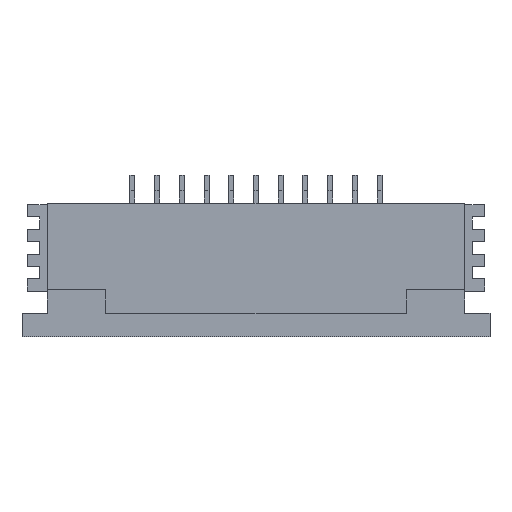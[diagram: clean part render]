
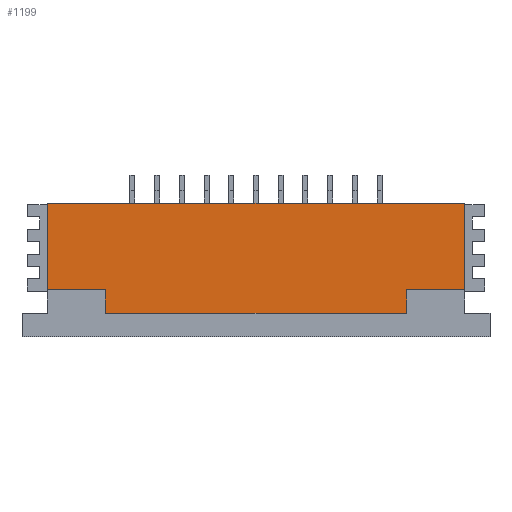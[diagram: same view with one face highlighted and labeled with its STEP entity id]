
A CAD part, top view. The second image highlights one B-rep face of the part: STEP entity #1199.
In plain terms, the highlighted planar face has unit normal (0, 0, 1).
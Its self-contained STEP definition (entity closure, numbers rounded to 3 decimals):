
#32 = VERTEX_POINT('',#33);
#33 = CARTESIAN_POINT('',(0.,0.8,2.56));
#39 = EDGE_CURVE('',#32,#40,#42,.T.);
#40 = VERTEX_POINT('',#41);
#41 = CARTESIAN_POINT('',(-8.435,0.8,2.56));
#42 = LINE('',#43,#44);
#43 = CARTESIAN_POINT('',(0.,0.8,2.56));
#44 = VECTOR('',#45,1.);
#45 = DIRECTION('',(-1.,0.,0.));
#1165 = EDGE_CURVE('',#40,#1166,#1168,.T.);
#1166 = VERTEX_POINT('',#1167);
#1167 = CARTESIAN_POINT('',(-8.435,-2.7,2.56));
#1168 = LINE('',#1169,#1170);
#1169 = CARTESIAN_POINT('',(-8.435,0.8,2.56));
#1170 = VECTOR('',#1171,1.);
#1171 = DIRECTION('',(0.,-1.,0.));
#1199 = ADVANCED_FACE('',(#1200),#1263,.T.);
#1200 = FACE_BOUND('',#1201,.T.);
#1201 = EDGE_LOOP('',(#1202,#1209,#1210,#1211,#1219,#1227,#1235,#1243,
#1251,#1258));
#1202 = ORIENTED_EDGE('',*,*,#1203,.F.);
#1203 = EDGE_CURVE('',#32,#1204,#1206,.T.);
#1204 = VERTEX_POINT('',#1205);
#1205 = CARTESIAN_POINT('',(8.435,0.8,2.56));
#1206 = B_SPLINE_CURVE_WITH_KNOTS('',1,(#1207,#1208),.UNSPECIFIED.,.F.,
.F.,(2,2),(0.,8.435),.PIECEWISE_BEZIER_KNOTS.);
#1207 = CARTESIAN_POINT('',(0.,0.8,2.56));
#1208 = CARTESIAN_POINT('',(8.435,0.8,2.56));
#1209 = ORIENTED_EDGE('',*,*,#39,.T.);
#1210 = ORIENTED_EDGE('',*,*,#1165,.T.);
#1211 = ORIENTED_EDGE('',*,*,#1212,.T.);
#1212 = EDGE_CURVE('',#1166,#1213,#1215,.T.);
#1213 = VERTEX_POINT('',#1214);
#1214 = CARTESIAN_POINT('',(-6.09,-2.7,2.56));
#1215 = LINE('',#1216,#1217);
#1216 = CARTESIAN_POINT('',(-8.435,-2.7,2.56));
#1217 = VECTOR('',#1218,1.);
#1218 = DIRECTION('',(1.,0.,0.));
#1219 = ORIENTED_EDGE('',*,*,#1220,.T.);
#1220 = EDGE_CURVE('',#1213,#1221,#1223,.T.);
#1221 = VERTEX_POINT('',#1222);
#1222 = CARTESIAN_POINT('',(-6.09,-3.65,2.56));
#1223 = LINE('',#1224,#1225);
#1224 = CARTESIAN_POINT('',(-6.09,-1.75,2.56));
#1225 = VECTOR('',#1226,1.);
#1226 = DIRECTION('',(0.,-1.,0.));
#1227 = ORIENTED_EDGE('',*,*,#1228,.T.);
#1228 = EDGE_CURVE('',#1221,#1229,#1231,.T.);
#1229 = VERTEX_POINT('',#1230);
#1230 = CARTESIAN_POINT('',(0.,-3.65,2.56));
#1231 = LINE('',#1232,#1233);
#1232 = CARTESIAN_POINT('',(-6.09,-3.65,2.56));
#1233 = VECTOR('',#1234,1.);
#1234 = DIRECTION('',(1.,0.,0.));
#1235 = ORIENTED_EDGE('',*,*,#1236,.T.);
#1236 = EDGE_CURVE('',#1229,#1237,#1239,.T.);
#1237 = VERTEX_POINT('',#1238);
#1238 = CARTESIAN_POINT('',(6.09,-3.65,2.56));
#1239 = LINE('',#1240,#1241);
#1240 = CARTESIAN_POINT('',(-6.09,-3.65,2.56));
#1241 = VECTOR('',#1242,1.);
#1242 = DIRECTION('',(1.,0.,0.));
#1243 = ORIENTED_EDGE('',*,*,#1244,.T.);
#1244 = EDGE_CURVE('',#1237,#1245,#1247,.T.);
#1245 = VERTEX_POINT('',#1246);
#1246 = CARTESIAN_POINT('',(6.09,-2.7,2.56));
#1247 = LINE('',#1248,#1249);
#1248 = CARTESIAN_POINT('',(6.09,-3.65,2.56));
#1249 = VECTOR('',#1250,1.);
#1250 = DIRECTION('',(0.,1.,0.));
#1251 = ORIENTED_EDGE('',*,*,#1252,.F.);
#1252 = EDGE_CURVE('',#1253,#1245,#1255,.T.);
#1253 = VERTEX_POINT('',#1254);
#1254 = CARTESIAN_POINT('',(8.435,-2.7,2.56));
#1255 = B_SPLINE_CURVE_WITH_KNOTS('',1,(#1256,#1257),.UNSPECIFIED.,.F.,
.F.,(2,2),(0.,8.435),.PIECEWISE_BEZIER_KNOTS.);
#1256 = CARTESIAN_POINT('',(8.435,-2.7,2.56));
#1257 = CARTESIAN_POINT('',(0.,-2.7,2.56));
#1258 = ORIENTED_EDGE('',*,*,#1259,.F.);
#1259 = EDGE_CURVE('',#1204,#1253,#1260,.T.);
#1260 = B_SPLINE_CURVE_WITH_KNOTS('',1,(#1261,#1262),.UNSPECIFIED.,.F.,
.F.,(2,2),(0.,3.5),.PIECEWISE_BEZIER_KNOTS.);
#1261 = CARTESIAN_POINT('',(8.435,0.8,2.56));
#1262 = CARTESIAN_POINT('',(8.435,-2.7,2.56));
#1263 = PLANE('',#1264);
#1264 = AXIS2_PLACEMENT_3D('',#1265,#1266,#1267);
#1265 = CARTESIAN_POINT('',(-0.423,-1.24,2.56));
#1266 = DIRECTION('',(0.,0.,1.));
#1267 = DIRECTION('',(0.,-1.,0.));
